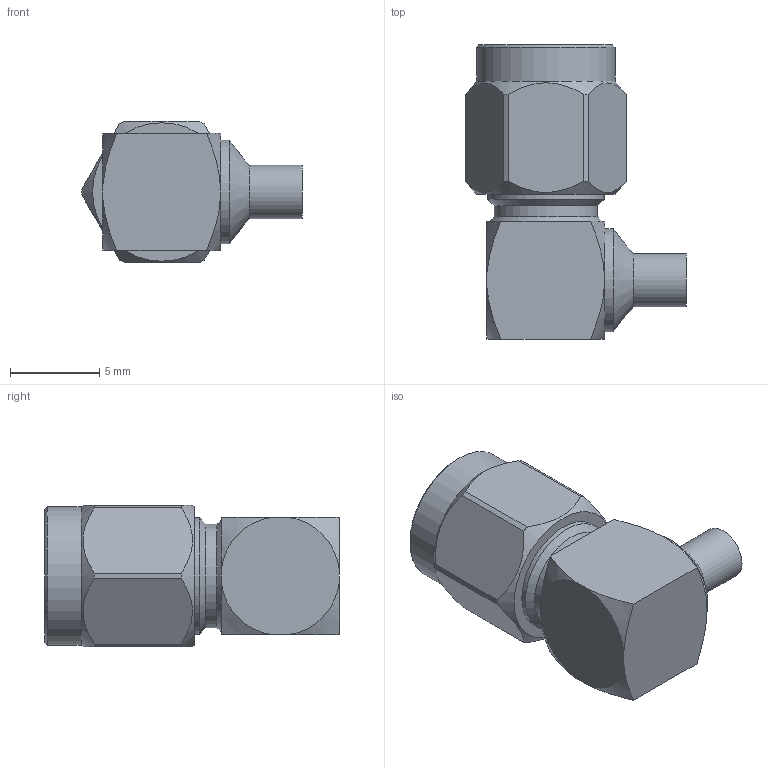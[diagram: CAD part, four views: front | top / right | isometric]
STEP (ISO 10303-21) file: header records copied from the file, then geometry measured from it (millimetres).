
FILE_DESCRIPTION (( 'STEP AP203' ), '1' );
FILE_NAME ('PE4025.step', '2020-03-31T15:54:59', ( '' ), ( '' ), 'SwSTEP 2.0', 'SolidWorks 2018', '' );
FILE_SCHEMA (( 'CONFIG_CONTROL_DESIGN' ));
Length unit declared in the file: inch
Products named in the file (1): PE4025
Bounding box: 12.38 x 16.5 x 7.94 mm (x, y, z)
Volume: 701.1 mm3; surface area: 784.4 mm2
Topology: 1 solids, 1 shells, 62 faces, 161 edges, 109 vertices
Faces by surface type: cylinder 22, plane 20, cone 16, bspline 4
Full cylindrical faces by diameter (mm): 0.94 x1, 1.194 x1, 2.3 x1, 2.994 x1, 4.445 x1, 5.788 x1, 5.793 x1, 6.35 x6, 6.542 x1, 7.762 x1
Entity records: 3831 total; most frequent: CARTESIAN_POINT 2533, ORIENTED_EDGE 262, DIRECTION 216, EDGE_CURVE 131, VERTEX_POINT 103, AXIS2_PLACEMENT_3D 98, EDGE_LOOP 82, FACE_OUTER_BOUND 67
